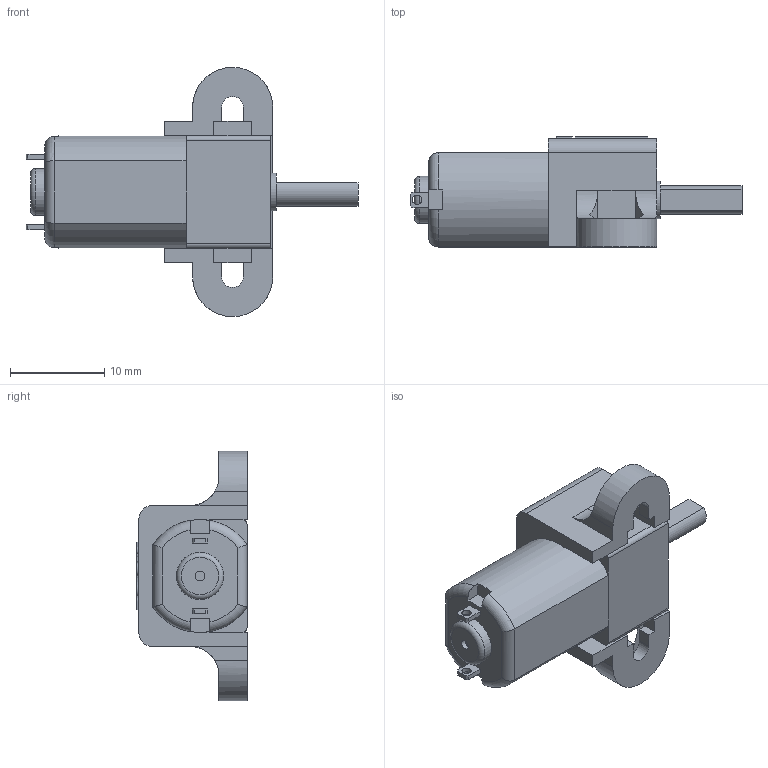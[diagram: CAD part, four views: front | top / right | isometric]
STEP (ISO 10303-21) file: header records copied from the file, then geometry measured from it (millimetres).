
FILE_DESCRIPTION(/* description */ ('STEP AP214'),/* implementation_level */ '2;1');
FILE_NAME(/* name */ 'DC_motor.stp',/* time_stamp */ '2020-04-18T11:02:30-05:00',/* author */ ('qiyua'),/* organization */ (''),/* preprocessor_version */ 'ST-DEVELOPER v17.2',/* originating_system */ 'Autodesk Inventor 2019',/* authorisation */ '');
FILE_SCHEMA (('AUTOMOTIVE_DESIGN { 1 0 10303 214 3 1 1 }'));
Length unit declared in the file: millimetre
Products named in the file (1): Part1
Bounding box: 35.27 x 11.7 x 26.5 mm (x, y, z)
Volume: 3483.7 mm3; surface area: 1924.6 mm2
Topology: 1 solids, 2 shells, 978 faces, 2859 edges, 1905 vertices
Faces by surface type: plane 941, cylinder 32, torus 5
Full cylindrical faces by diameter (mm): 0.5 x1, 1 x3, 1.6 x2, 2.45 x2, 2.5 x2, 4 x1, 5 x1
Entity records: 32894 total; most frequent: CARTESIAN_POINT 5857, ORIENTED_EDGE 5718, DIRECTION 4896, EDGE_CURVE 2859, LINE 2752, VECTOR 2752, VERTEX_POINT 1905, AXIS2_PLACEMENT_3D 1072
